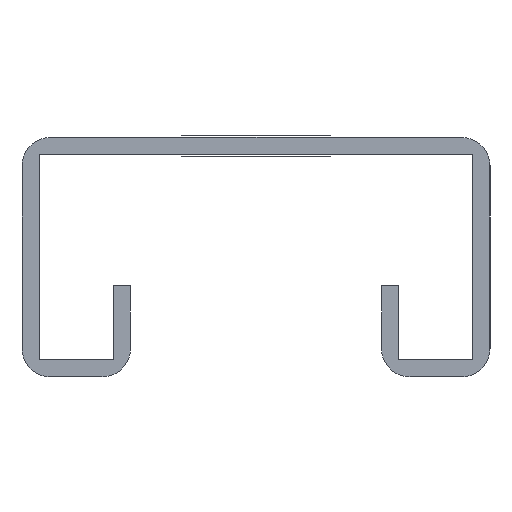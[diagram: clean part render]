
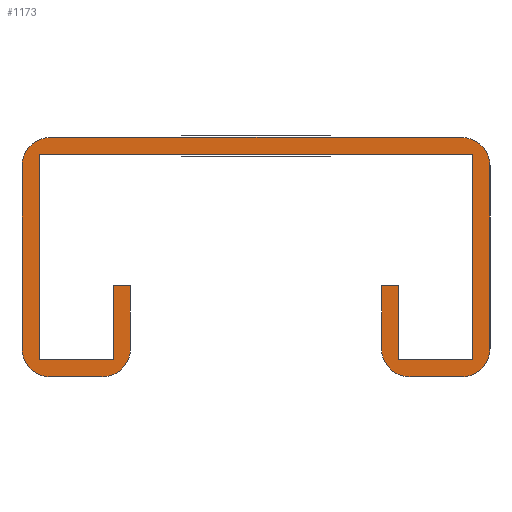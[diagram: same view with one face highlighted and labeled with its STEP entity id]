
A CAD part, left-side view. The second image highlights one B-rep face of the part: STEP entity #1173.
In plain terms, the highlighted planar face has unit normal (-1, 0, 0).
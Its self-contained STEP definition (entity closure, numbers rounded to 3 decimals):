
#89=FACE_OUTER_BOUND('',#129,.T.);
#129=EDGE_LOOP('',(#954,#955,#956,#957,#958,#959,#960,#961,#962,#963,#964,
#965,#966,#967,#968,#969,#970,#971,#972,#973,#974,#975));
#156=CIRCLE('',#1211,2.5);
#157=CIRCLE('',#1214,2.5);
#158=CIRCLE('',#1217,2.5);
#159=CIRCLE('',#1220,2.5);
#160=CIRCLE('',#1226,2.5);
#161=CIRCLE('',#1227,2.5);
#211=LINE('',#1650,#361);
#214=LINE('',#1655,#364);
#216=LINE('',#1659,#366);
#218=LINE('',#1663,#368);
#220=LINE('',#1667,#370);
#222=LINE('',#1671,#372);
#224=LINE('',#1675,#374);
#227=LINE('',#1683,#377);
#230=LINE('',#1691,#380);
#234=LINE('',#1701,#384);
#237=LINE('',#1709,#387);
#239=LINE('',#1713,#389);
#241=LINE('',#1717,#391);
#242=LINE('',#1719,#392);
#243=LINE('',#1724,#393);
#244=LINE('',#1727,#394);
#361=VECTOR('',#1315,1.);
#364=VECTOR('',#1320,1.);
#366=VECTOR('',#1324,1.);
#368=VECTOR('',#1328,1.);
#370=VECTOR('',#1332,1.);
#372=VECTOR('',#1336,1.);
#374=VECTOR('',#1340,1.);
#377=VECTOR('',#1349,1.);
#380=VECTOR('',#1358,1.);
#384=VECTOR('',#1368,1.);
#387=VECTOR('',#1377,1.);
#389=VECTOR('',#1381,1.);
#391=VECTOR('',#1385,1.);
#392=VECTOR('',#1388,1.);
#393=VECTOR('',#1393,1.);
#394=VECTOR('',#1396,1.);
#516=VERTEX_POINT('',#1647);
#517=VERTEX_POINT('',#1649);
#518=VERTEX_POINT('',#1653);
#519=VERTEX_POINT('',#1657);
#520=VERTEX_POINT('',#1661);
#521=VERTEX_POINT('',#1665);
#522=VERTEX_POINT('',#1669);
#523=VERTEX_POINT('',#1673);
#524=VERTEX_POINT('',#1677);
#525=VERTEX_POINT('',#1681);
#526=VERTEX_POINT('',#1685);
#527=VERTEX_POINT('',#1689);
#528=VERTEX_POINT('',#1693);
#529=VERTEX_POINT('',#1695);
#530=VERTEX_POINT('',#1699);
#531=VERTEX_POINT('',#1703);
#532=VERTEX_POINT('',#1707);
#533=VERTEX_POINT('',#1711);
#534=VERTEX_POINT('',#1715);
#535=VERTEX_POINT('',#1721);
#536=VERTEX_POINT('',#1723);
#537=VERTEX_POINT('',#1725);
#689=EDGE_CURVE('',#517,#516,#211,.T.);
#692=EDGE_CURVE('',#516,#518,#214,.T.);
#694=EDGE_CURVE('',#518,#519,#216,.T.);
#696=EDGE_CURVE('',#519,#520,#218,.T.);
#698=EDGE_CURVE('',#520,#521,#220,.T.);
#700=EDGE_CURVE('',#522,#521,#222,.T.);
#702=EDGE_CURVE('',#523,#522,#224,.T.);
#704=EDGE_CURVE('',#524,#523,#156,.T.);
#706=EDGE_CURVE('',#525,#524,#227,.T.);
#708=EDGE_CURVE('',#526,#525,#157,.T.);
#710=EDGE_CURVE('',#527,#526,#230,.T.);
#712=EDGE_CURVE('',#528,#529,#158,.T.);
#715=EDGE_CURVE('',#530,#528,#234,.T.);
#717=EDGE_CURVE('',#531,#530,#159,.T.);
#719=EDGE_CURVE('',#532,#531,#237,.T.);
#721=EDGE_CURVE('',#532,#533,#239,.T.);
#723=EDGE_CURVE('',#533,#534,#241,.T.);
#724=EDGE_CURVE('',#534,#517,#242,.T.);
#725=EDGE_CURVE('',#535,#527,#160,.T.);
#726=EDGE_CURVE('',#536,#535,#243,.T.);
#727=EDGE_CURVE('',#537,#536,#161,.T.);
#728=EDGE_CURVE('',#529,#537,#244,.T.);
#954=ORIENTED_EDGE('',*,*,#698,.T.);
#955=ORIENTED_EDGE('',*,*,#700,.F.);
#956=ORIENTED_EDGE('',*,*,#702,.F.);
#957=ORIENTED_EDGE('',*,*,#704,.F.);
#958=ORIENTED_EDGE('',*,*,#706,.F.);
#959=ORIENTED_EDGE('',*,*,#708,.F.);
#960=ORIENTED_EDGE('',*,*,#710,.F.);
#961=ORIENTED_EDGE('',*,*,#725,.F.);
#962=ORIENTED_EDGE('',*,*,#726,.F.);
#963=ORIENTED_EDGE('',*,*,#727,.F.);
#964=ORIENTED_EDGE('',*,*,#728,.F.);
#965=ORIENTED_EDGE('',*,*,#712,.F.);
#966=ORIENTED_EDGE('',*,*,#715,.F.);
#967=ORIENTED_EDGE('',*,*,#717,.F.);
#968=ORIENTED_EDGE('',*,*,#719,.F.);
#969=ORIENTED_EDGE('',*,*,#721,.T.);
#970=ORIENTED_EDGE('',*,*,#723,.T.);
#971=ORIENTED_EDGE('',*,*,#724,.T.);
#972=ORIENTED_EDGE('',*,*,#689,.T.);
#973=ORIENTED_EDGE('',*,*,#692,.T.);
#974=ORIENTED_EDGE('',*,*,#694,.T.);
#975=ORIENTED_EDGE('',*,*,#696,.T.);
#1135=PLANE('',#1225);
#1173=ADVANCED_FACE('',(#89),#1135,.F.);
#1211=AXIS2_PLACEMENT_3D('',#1679,#1344,#1345);
#1214=AXIS2_PLACEMENT_3D('',#1687,#1353,#1354);
#1217=AXIS2_PLACEMENT_3D('',#1696,#1362,#1363);
#1220=AXIS2_PLACEMENT_3D('',#1705,#1372,#1373);
#1225=AXIS2_PLACEMENT_3D('',#1720,#1389,#1390);
#1226=AXIS2_PLACEMENT_3D('',#1722,#1391,#1392);
#1227=AXIS2_PLACEMENT_3D('',#1726,#1394,#1395);
#1315=DIRECTION('',(0.,0.,1.));
#1320=DIRECTION('',(0.,-1.,0.));
#1324=DIRECTION('',(0.,0.,-1.));
#1328=DIRECTION('',(0.,1.,0.));
#1332=DIRECTION('',(0.,0.,1.));
#1336=DIRECTION('',(0.,-1.,0.));
#1340=DIRECTION('',(0.,0.,1.));
#1344=DIRECTION('center_axis',(1.,0.,0.));
#1345=DIRECTION('ref_axis',(0.,0.707,-0.707));
#1349=DIRECTION('',(0.,1.,0.));
#1353=DIRECTION('center_axis',(1.,0.,0.));
#1354=DIRECTION('ref_axis',(0.,-0.707,-0.707));
#1358=DIRECTION('',(0.,0.,-1.));
#1362=DIRECTION('center_axis',(1.,0.,0.));
#1363=DIRECTION('ref_axis',(0.,0.707,-0.707));
#1368=DIRECTION('',(0.,1.,0.));
#1372=DIRECTION('center_axis',(1.,0.,0.));
#1373=DIRECTION('ref_axis',(0.,-0.707,-0.707));
#1377=DIRECTION('',(0.,0.,-1.));
#1381=DIRECTION('',(0.,1.,0.));
#1385=DIRECTION('',(0.,0.,-1.));
#1388=DIRECTION('',(0.,1.,0.));
#1389=DIRECTION('center_axis',(1.,0.,0.));
#1390=DIRECTION('ref_axis',(0.,0.,-1.));
#1391=DIRECTION('center_axis',(1.,0.,0.));
#1392=DIRECTION('ref_axis',(0.,-0.707,0.707));
#1393=DIRECTION('',(0.,-1.,0.));
#1394=DIRECTION('center_axis',(1.,0.,0.));
#1395=DIRECTION('ref_axis',(0.,0.707,0.707));
#1396=DIRECTION('',(0.,0.,1.));
#1647=CARTESIAN_POINT('',(7.777,56.246,18.768));
#1649=CARTESIAN_POINT('',(7.777,56.246,0.768));
#1650=CARTESIAN_POINT('',(7.777,56.246,11.497));
#1653=CARTESIAN_POINT('',(7.777,18.246,18.768));
#1655=CARTESIAN_POINT('',(7.777,28.246,18.768));
#1657=CARTESIAN_POINT('',(7.777,18.246,0.768));
#1659=CARTESIAN_POINT('',(7.777,18.246,11.497));
#1661=CARTESIAN_POINT('',(7.777,24.746,0.768));
#1663=CARTESIAN_POINT('',(7.777,29.371,0.768));
#1665=CARTESIAN_POINT('',(7.777,24.746,7.268));
#1667=CARTESIAN_POINT('',(7.777,24.746,11.497));
#1669=CARTESIAN_POINT('',(7.777,26.246,7.268));
#1671=CARTESIAN_POINT('',(7.777,26.246,7.268));
#1673=CARTESIAN_POINT('',(7.777,26.246,1.768));
#1675=CARTESIAN_POINT('',(7.777,26.246,-0.732));
#1677=CARTESIAN_POINT('',(7.777,23.746,-0.732));
#1679=CARTESIAN_POINT('Origin',(7.777,23.746,1.768));
#1681=CARTESIAN_POINT('',(7.777,19.246,-0.732));
#1683=CARTESIAN_POINT('',(7.777,16.746,-0.732));
#1685=CARTESIAN_POINT('',(7.777,16.746,1.768));
#1687=CARTESIAN_POINT('Origin',(7.777,19.246,1.768));
#1689=CARTESIAN_POINT('',(7.777,16.746,17.768));
#1691=CARTESIAN_POINT('',(7.777,16.746,40.268));
#1693=CARTESIAN_POINT('',(7.777,55.246,-0.732));
#1695=CARTESIAN_POINT('',(7.777,57.746,1.768));
#1696=CARTESIAN_POINT('Origin',(7.777,55.246,1.768));
#1699=CARTESIAN_POINT('',(7.777,50.746,-0.732));
#1701=CARTESIAN_POINT('',(7.777,48.246,-0.732));
#1703=CARTESIAN_POINT('',(7.777,48.246,1.768));
#1705=CARTESIAN_POINT('Origin',(7.777,50.746,1.768));
#1707=CARTESIAN_POINT('',(7.777,48.246,7.268));
#1709=CARTESIAN_POINT('',(7.777,48.246,7.268));
#1711=CARTESIAN_POINT('',(7.777,49.746,7.268));
#1713=CARTESIAN_POINT('',(7.777,50.246,7.268));
#1715=CARTESIAN_POINT('',(7.777,49.746,0.768));
#1717=CARTESIAN_POINT('',(7.777,49.746,11.497));
#1719=CARTESIAN_POINT('',(7.777,45.121,0.768));
#1720=CARTESIAN_POINT('Origin',(7.777,37.246,21.227));
#1721=CARTESIAN_POINT('',(7.777,19.246,20.268));
#1722=CARTESIAN_POINT('Origin',(7.777,19.246,17.768));
#1723=CARTESIAN_POINT('',(7.777,55.246,20.268));
#1724=CARTESIAN_POINT('',(7.777,57.746,20.268));
#1725=CARTESIAN_POINT('',(7.777,57.746,17.768));
#1726=CARTESIAN_POINT('Origin',(7.777,55.246,17.768));
#1727=CARTESIAN_POINT('',(7.777,57.746,-20.732));
